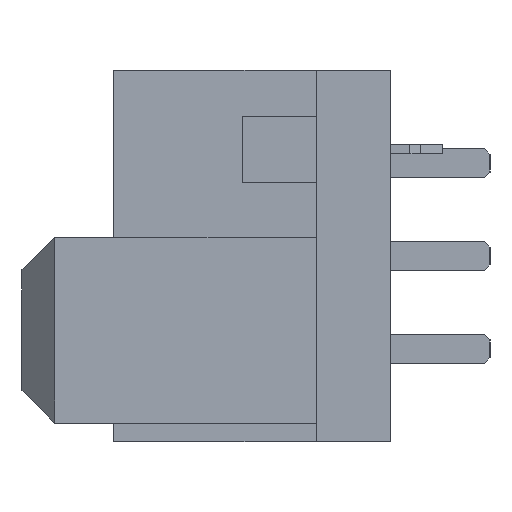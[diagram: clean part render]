
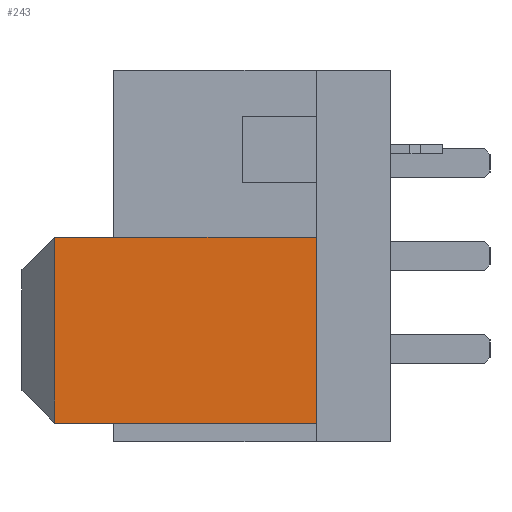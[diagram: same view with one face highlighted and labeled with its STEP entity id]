
A CAD part, left-side view. The second image highlights one B-rep face of the part: STEP entity #243.
In plain terms, the highlighted planar face has unit normal (-1, 0, 0).
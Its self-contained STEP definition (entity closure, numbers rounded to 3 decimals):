
#243 = ADVANCED_FACE( '', ( #874 ), #875, .F. );
#874 = FACE_OUTER_BOUND( '', #2079, .T. );
#875 = PLANE( '', #2080 );
#2079 = EDGE_LOOP( '', ( #3570, #3571, #3572, #3573 ) );
#2080 = AXIS2_PLACEMENT_3D( '', #3574, #3575, #3576 );
#3570 = ORIENTED_EDGE( '', *, *, #8658, .T. );
#3571 = ORIENTED_EDGE( '', *, *, #8655, .T. );
#3572 = ORIENTED_EDGE( '', *, *, #8659, .F. );
#3573 = ORIENTED_EDGE( '', *, *, #8439, .T. );
#3574 = CARTESIAN_POINT( '', ( -17.63, 9.19, 5.08 ) );
#3575 = DIRECTION( '', ( 1., 0., 0. ) );
#3576 = DIRECTION( '', ( 0., 0., -1. ) );
#8439 = EDGE_CURVE( '', #10179, #10177, #10180, .T. );
#8655 = EDGE_CURVE( '', #10591, #10592, #10593, .T. );
#8658 = EDGE_CURVE( '', #10177, #10591, #10596, .T. );
#8659 = EDGE_CURVE( '', #10179, #10592, #10597, .T. );
#10177 = VERTEX_POINT( '', #13054 );
#10179 = VERTEX_POINT( '', #13057 );
#10180 = LINE( '', #13058, #13059 );
#10591 = VERTEX_POINT( '', #13685 );
#10592 = VERTEX_POINT( '', #13686 );
#10593 = LINE( '', #13687, #13688 );
#10596 = LINE( '', #13693, #13694 );
#10597 = LINE( '', #13695, #13696 );
#13054 = CARTESIAN_POINT( '', ( -17.63, 2.03, 0.51 ) );
#13057 = CARTESIAN_POINT( '', ( -17.63, 2.03, -4.57 ) );
#13058 = CARTESIAN_POINT( '', ( -17.63, 2.03, -4.57 ) );
#13059 = VECTOR( '', #17485, 1000. );
#13685 = CARTESIAN_POINT( '', ( -17.63, 9.19, 0.51 ) );
#13686 = CARTESIAN_POINT( '', ( -17.63, 9.19, -4.57 ) );
#13687 = CARTESIAN_POINT( '', ( -17.63, 9.19, 5.08 ) );
#13688 = VECTOR( '', #17701, 1000. );
#13693 = CARTESIAN_POINT( '', ( -17.63, 2.03, 0.51 ) );
#13694 = VECTOR( '', #17704, 1000. );
#13695 = CARTESIAN_POINT( '', ( -17.63, 2.03, -4.57 ) );
#13696 = VECTOR( '', #17705, 1000. );
#17485 = DIRECTION( '', ( 0., 0., 1. ) );
#17701 = DIRECTION( '', ( 0., 0., -1. ) );
#17704 = DIRECTION( '', ( 0., 1., 0. ) );
#17705 = DIRECTION( '', ( 0., 1., 0. ) );
